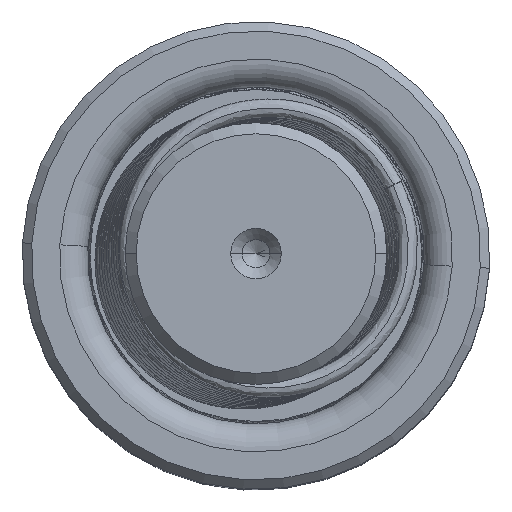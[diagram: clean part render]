
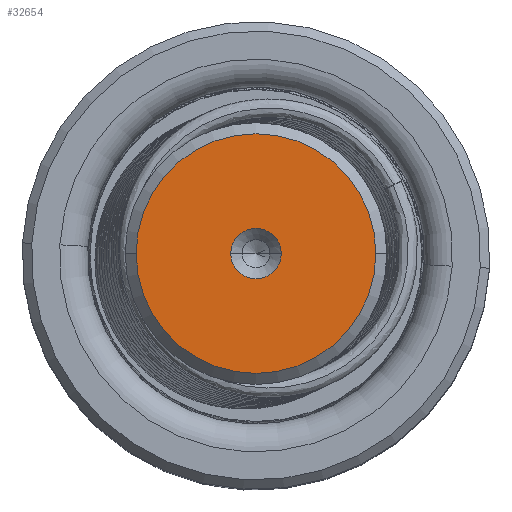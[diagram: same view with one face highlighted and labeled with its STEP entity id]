
A CAD part, top view. The second image highlights one B-rep face of the part: STEP entity #32654.
In plain terms, the highlighted planar face has unit normal (0, 0, 1).
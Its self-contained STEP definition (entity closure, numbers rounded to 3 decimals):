
#139 = AXIS2_PLACEMENT_3D ( 'NONE', #29719, #46326, #6699 ) ;
#379 = DIRECTION ( 'NONE',  ( 1., 0., 0. ) ) ;
#3729 = EDGE_CURVE ( 'NONE', #12978, #49979, #11876, .T. ) ;
#4724 = DIRECTION ( 'NONE',  ( 0., 0., 1. ) ) ;
#5650 = EDGE_LOOP ( 'NONE', ( #41072, #40980 ) ) ;
#5830 = EDGE_CURVE ( 'NONE', #44010, #29585, #23499, .T. ) ;
#6699 = DIRECTION ( 'NONE',  ( 1., 0., 0. ) ) ;
#6786 = DIRECTION ( 'NONE',  ( 0., 0., 1. ) ) ;
#11539 = AXIS2_PLACEMENT_3D ( 'NONE', #22393, #26633, #46204 ) ;
#11876 = CIRCLE ( 'NONE', #139, 12.812 ) ;
#12136 = CARTESIAN_POINT ( 'NONE',  ( -12.812, 0., 180. ) ) ;
#12978 = VERTEX_POINT ( 'NONE', #12136 ) ;
#13206 = AXIS2_PLACEMENT_3D ( 'NONE', #43614, #43099, #27346 ) ;
#16522 = AXIS2_PLACEMENT_3D ( 'NONE', #42088, #6786, #30318 ) ;
#16537 = EDGE_CURVE ( 'NONE', #29585, #44010, #37055, .T. ) ;
#18715 = CIRCLE ( 'NONE', #16522, 12.812 ) ;
#19537 = CARTESIAN_POINT ( 'NONE',  ( 12.812, 0., 180. ) ) ;
#19767 = AXIS2_PLACEMENT_3D ( 'NONE', #40562, #4724, #379 ) ;
#20372 = PLANE ( 'NONE',  #19767 ) ;
#21439 = CARTESIAN_POINT ( 'NONE',  ( 2.7, 0., 180. ) ) ;
#22393 = CARTESIAN_POINT ( 'NONE',  ( 0., 0., 180. ) ) ;
#23499 = CIRCLE ( 'NONE', #13206, 2.7 ) ;
#26633 = DIRECTION ( 'NONE',  ( 0., 0., 1. ) ) ;
#27346 = DIRECTION ( 'NONE',  ( 1., 0., 0. ) ) ;
#29585 = VERTEX_POINT ( 'NONE', #21439 ) ;
#29719 = CARTESIAN_POINT ( 'NONE',  ( 0., 0., 180. ) ) ;
#30318 = DIRECTION ( 'NONE',  ( 1., 0., 0. ) ) ;
#30786 = ORIENTED_EDGE ( 'NONE', *, *, #3729, .T. ) ;
#31761 = FACE_OUTER_BOUND ( 'NONE', #49309, .T. ) ;
#32654 = ADVANCED_FACE ( 'NONE', ( #43521, #31761 ), #20372, .T. ) ;
#37055 = CIRCLE ( 'NONE', #11539, 2.7 ) ;
#37396 = EDGE_CURVE ( 'NONE', #49979, #12978, #18715, .T. ) ;
#40562 = CARTESIAN_POINT ( 'NONE',  ( 0., 0., 180. ) ) ;
#40980 = ORIENTED_EDGE ( 'NONE', *, *, #5830, .F. ) ;
#41072 = ORIENTED_EDGE ( 'NONE', *, *, #16537, .F. ) ;
#42088 = CARTESIAN_POINT ( 'NONE',  ( 0., 0., 180. ) ) ;
#42342 = ORIENTED_EDGE ( 'NONE', *, *, #37396, .T. ) ;
#43099 = DIRECTION ( 'NONE',  ( 0., 0., 1. ) ) ;
#43521 = FACE_BOUND ( 'NONE', #5650, .T. ) ;
#43614 = CARTESIAN_POINT ( 'NONE',  ( 0., 0., 180. ) ) ;
#44010 = VERTEX_POINT ( 'NONE', #50662 ) ;
#46204 = DIRECTION ( 'NONE',  ( 1., 0., 0. ) ) ;
#46326 = DIRECTION ( 'NONE',  ( 0., 0., 1. ) ) ;
#49309 = EDGE_LOOP ( 'NONE', ( #30786, #42342 ) ) ;
#49979 = VERTEX_POINT ( 'NONE', #19537 ) ;
#50662 = CARTESIAN_POINT ( 'NONE',  ( -2.7, 0., 180. ) ) ;
